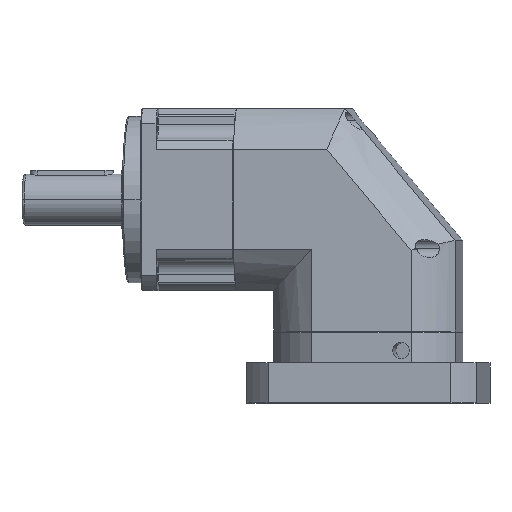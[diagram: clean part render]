
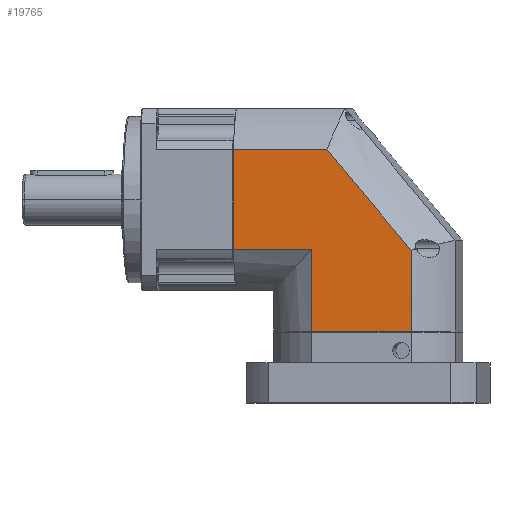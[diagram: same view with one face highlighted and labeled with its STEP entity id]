
A CAD part, top view. The second image highlights one B-rep face of the part: STEP entity #19765.
In plain terms, the highlighted face is planar.
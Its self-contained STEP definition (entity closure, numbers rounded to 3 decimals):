
#4 = VERTEX_POINT ( 'NONE', #5950 ) ;
#47 = EDGE_CURVE ( 'NONE', #1384, #19838, #3898, .T. ) ;
#186 = EDGE_CURVE ( 'NONE', #9683, #28163, #2865, .T. ) ;
#233 = EDGE_CURVE ( 'NONE', #1384, #9683, #2003, .T. ) ;
#287 = EDGE_CURVE ( 'NONE', #2893, #4, #9668, .T. ) ;
#1121 = CARTESIAN_POINT ( 'NONE',  ( -24.287, -21.487, 142. ) ) ;
#1384 = VERTEX_POINT ( 'NONE', #15986 ) ;
#1425 = VECTOR ( 'NONE', #3792, 1000. ) ;
#1805 = VECTOR ( 'NONE', #22005, 1000. ) ;
#2003 = LINE ( 'NONE', #3933, #1425 ) ;
#2865 = LINE ( 'NONE', #4825, #19996 ) ;
#2893 = VERTEX_POINT ( 'NONE', #10661 ) ;
#3120 = CARTESIAN_POINT ( 'NONE',  ( -85.7, 88.5, 142. ) ) ;
#3178 = DIRECTION ( 'NONE',  ( 0., 1., 0. ) ) ;
#3515 = VERTEX_POINT ( 'NONE', #22635 ) ;
#3792 = DIRECTION ( 'NONE',  ( -1., 0., 0. ) ) ;
#3879 = VECTOR ( 'NONE', #9781, 1000. ) ;
#3898 = LINE ( 'NONE', #6014, #21025 ) ;
#3933 = CARTESIAN_POINT ( 'NONE',  ( 14.7, -86., 142. ) ) ;
#4398 = DIRECTION ( 'NONE',  ( 0., 1., 0. ) ) ;
#4815 = CARTESIAN_POINT ( 'NONE',  ( 0., 56.487, 142. ) ) ;
#4825 = CARTESIAN_POINT ( 'NONE',  ( -24.287, -88.5, 142. ) ) ;
#5394 = VECTOR ( 'NONE', #11696, 1000. ) ;
#5692 = CARTESIAN_POINT ( 'NONE',  ( -24.287, -86., 142. ) ) ;
#5906 = DIRECTION ( 'NONE',  ( 0., 1., 0. ) ) ;
#5950 = CARTESIAN_POINT ( 'NONE',  ( -85.7, 56.487, 142. ) ) ;
#6014 = CARTESIAN_POINT ( 'NONE',  ( 53.687, 0., 142. ) ) ;
#7630 = VECTOR ( 'NONE', #3178, 1000. ) ;
#7665 = EDGE_LOOP ( 'NONE', ( #9022, #20405, #27964, #8875, #13134, #17763, #10743, #27983 ) ) ;
#8875 = ORIENTED_EDGE ( 'NONE', *, *, #47, .T. ) ;
#9011 = VERTEX_POINT ( 'NONE', #26219 ) ;
#9022 = ORIENTED_EDGE ( 'NONE', *, *, #10387, .T. ) ;
#9668 = LINE ( 'NONE', #3120, #7630 ) ;
#9683 = VERTEX_POINT ( 'NONE', #5692 ) ;
#9781 = DIRECTION ( 'NONE',  ( -0.643, 0.766, 0. ) ) ;
#10128 = LINE ( 'NONE', #25141, #15459 ) ;
#10387 = EDGE_CURVE ( 'NONE', #2893, #28163, #19830, .T. ) ;
#10661 = CARTESIAN_POINT ( 'NONE',  ( -85.7, -21.487, 142. ) ) ;
#10743 = ORIENTED_EDGE ( 'NONE', *, *, #26651, .T. ) ;
#11696 = DIRECTION ( 'NONE',  ( -1., 0., 0. ) ) ;
#13134 = ORIENTED_EDGE ( 'NONE', *, *, #26152, .F. ) ;
#15459 = VECTOR ( 'NONE', #27161, 1000. ) ;
#15865 = AXIS2_PLACEMENT_3D ( 'NONE', #21302, #21250, #21149 ) ;
#15986 = CARTESIAN_POINT ( 'NONE',  ( 53.687, -86., 142. ) ) ;
#17763 = ORIENTED_EDGE ( 'NONE', *, *, #26966, .T. ) ;
#18541 = CARTESIAN_POINT ( 'NONE',  ( 53.687, -22.153, 142. ) ) ;
#19765 = ADVANCED_FACE ( 'NONE', ( #23247 ), #22410, .T. ) ;
#19830 = LINE ( 'NONE', #22415, #1805 ) ;
#19838 = VERTEX_POINT ( 'NONE', #18541 ) ;
#19996 = VECTOR ( 'NONE', #4398, 1000. ) ;
#20405 = ORIENTED_EDGE ( 'NONE', *, *, #186, .F. ) ;
#21025 = VECTOR ( 'NONE', #5906, 1000. ) ;
#21149 = DIRECTION ( 'NONE',  ( 1., 0., 0. ) ) ;
#21250 = DIRECTION ( 'NONE',  ( 0., 0., 1. ) ) ;
#21302 = CARTESIAN_POINT ( 'NONE',  ( 0., 0., 142. ) ) ;
#22005 = DIRECTION ( 'NONE',  ( 1., 0., 0. ) ) ;
#22410 = PLANE ( 'NONE',  #15865 ) ;
#22415 = CARTESIAN_POINT ( 'NONE',  ( 0., -21.487, 142. ) ) ;
#22635 = CARTESIAN_POINT ( 'NONE',  ( -12.352, 56.487, 142. ) ) ;
#23247 = FACE_OUTER_BOUND ( 'NONE', #7665, .T. ) ;
#24934 = CARTESIAN_POINT ( 'NONE',  ( 53.644, -22.163, 142. ) ) ;
#25141 = CARTESIAN_POINT ( 'NONE',  ( 69.672, -18.315, 142. ) ) ;
#26152 = EDGE_CURVE ( 'NONE', #9011, #19838, #10128, .T. ) ;
#26219 = CARTESIAN_POINT ( 'NONE',  ( 53.644, -22.163, 142. ) ) ;
#26395 = LINE ( 'NONE', #24934, #3879 ) ;
#26651 = EDGE_CURVE ( 'NONE', #3515, #4, #27626, .T. ) ;
#26966 = EDGE_CURVE ( 'NONE', #9011, #3515, #26395, .T. ) ;
#27161 = DIRECTION ( 'NONE',  ( 0.972, 0.233, 0. ) ) ;
#27626 = LINE ( 'NONE', #4815, #5394 ) ;
#27964 = ORIENTED_EDGE ( 'NONE', *, *, #233, .F. ) ;
#27983 = ORIENTED_EDGE ( 'NONE', *, *, #287, .F. ) ;
#28163 = VERTEX_POINT ( 'NONE', #1121 ) ;
